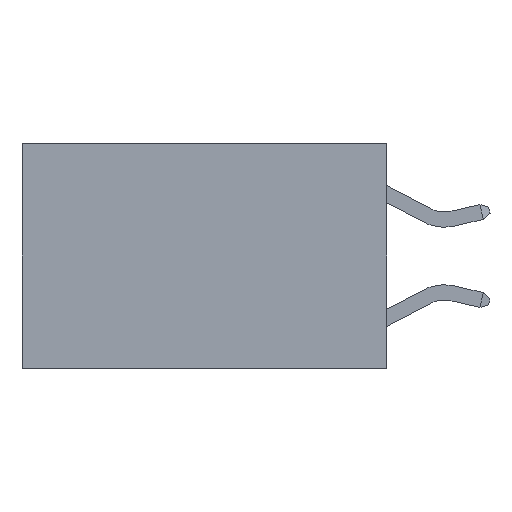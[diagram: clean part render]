
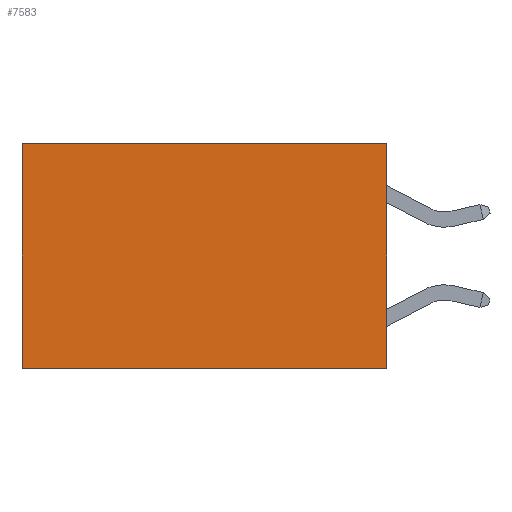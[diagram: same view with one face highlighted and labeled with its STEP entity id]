
A CAD part, left-side view. The second image highlights one B-rep face of the part: STEP entity #7583.
In plain terms, the highlighted planar face has unit normal (-1, 0, 0).
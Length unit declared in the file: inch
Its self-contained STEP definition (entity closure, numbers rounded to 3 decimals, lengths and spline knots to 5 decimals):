
#133 = CARTESIAN_POINT ( 'NONE',  ( 0.2625, 0.6, 0. ) ) ;
#221 = CARTESIAN_POINT ( 'NONE',  ( 0.2625, 0.6, -0.37 ) ) ;
#343 = VECTOR ( 'NONE', #6989, 39.37008 ) ;
#644 = CARTESIAN_POINT ( 'NONE',  ( 0.2625, 0., 0. ) ) ;
#1587 = VERTEX_POINT ( 'NONE', #15507 ) ;
#2066 = ORIENTED_EDGE ( 'NONE', *, *, #23026, .F. ) ;
#2310 = CARTESIAN_POINT ( 'NONE',  ( 0.2625, 0., 0. ) ) ;
#3522 = LINE ( 'NONE', #20278, #21096 ) ;
#4022 = ORIENTED_EDGE ( 'NONE', *, *, #25482, .T. ) ;
#4551 = PLANE ( 'NONE',  #8707 ) ;
#4928 = DIRECTION ( 'NONE',  ( 1., 0., 0. ) ) ;
#5120 = DIRECTION ( 'NONE',  ( 0., 0., -1. ) ) ;
#6989 = DIRECTION ( 'NONE',  ( 0., 1., 0. ) ) ;
#7583 = ADVANCED_FACE ( 'NONE', ( #27121 ), #4551, .F. ) ;
#8707 = AXIS2_PLACEMENT_3D ( 'NONE', #2310, #4928, #5120 ) ;
#8914 = DIRECTION ( 'NONE',  ( 0., 0., -1. ) ) ;
#9031 = EDGE_CURVE ( 'NONE', #1587, #10993, #21328, .T. ) ;
#9719 = ORIENTED_EDGE ( 'NONE', *, *, #9031, .F. ) ;
#9811 = DIRECTION ( 'NONE',  ( 0., 1., 0. ) ) ;
#9875 = VECTOR ( 'NONE', #24673, 39.37008 ) ;
#10308 = VERTEX_POINT ( 'NONE', #221 ) ;
#10993 = VERTEX_POINT ( 'NONE', #22081 ) ;
#12545 = VERTEX_POINT ( 'NONE', #19180 ) ;
#15507 = CARTESIAN_POINT ( 'NONE',  ( 0.2625, 0., 0. ) ) ;
#16212 = LINE ( 'NONE', #133, #27271 ) ;
#18267 = LINE ( 'NONE', #644, #343 ) ;
#19180 = CARTESIAN_POINT ( 'NONE',  ( 0.2625, 0.6, 0. ) ) ;
#20278 = CARTESIAN_POINT ( 'NONE',  ( 0.2625, 0., -0.37 ) ) ;
#20691 = EDGE_CURVE ( 'NONE', #12545, #10308, #16212, .T. ) ;
#21096 = VECTOR ( 'NONE', #9811, 39.37008 ) ;
#21328 = LINE ( 'NONE', #24483, #9875 ) ;
#22081 = CARTESIAN_POINT ( 'NONE',  ( 0.2625, 0., -0.37 ) ) ;
#22845 = EDGE_LOOP ( 'NONE', ( #24405, #2066, #9719, #4022 ) ) ;
#23026 = EDGE_CURVE ( 'NONE', #10993, #10308, #3522, .T. ) ;
#24405 = ORIENTED_EDGE ( 'NONE', *, *, #20691, .T. ) ;
#24483 = CARTESIAN_POINT ( 'NONE',  ( 0.2625, 0., 0. ) ) ;
#24673 = DIRECTION ( 'NONE',  ( 0., 0., -1. ) ) ;
#25482 = EDGE_CURVE ( 'NONE', #1587, #12545, #18267, .T. ) ;
#27121 = FACE_OUTER_BOUND ( 'NONE', #22845, .T. ) ;
#27271 = VECTOR ( 'NONE', #8914, 39.37008 ) ;
